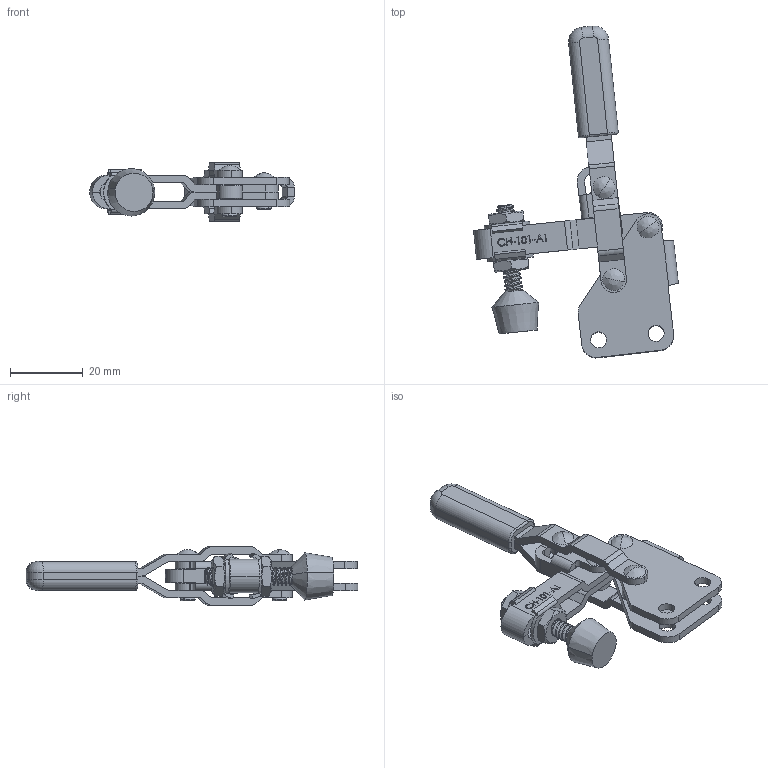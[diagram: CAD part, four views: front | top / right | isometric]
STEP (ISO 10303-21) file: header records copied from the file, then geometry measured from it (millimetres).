
FILE_DESCRIPTION (( 'STEP AP203' ), '1' );
FILE_NAME ('CH-101-AI.STEP', '2017-11-03T02:15:36', ( 'Windows' ), ( 'Microsoft' ), 'SwSTEP 2.0', 'SolidWorks 2015', '' );
FILE_SCHEMA (( 'CONFIG_CONTROL_DESIGN' ));
Length unit declared in the file: millimetre
Products named in the file (12): CH-FC-10138 Nut; CH-FC-10138 SPINDLE SUPPLIED; CH-101-A-03 STRAIGHT HANDLE; CH-101-AI STRAIGHT BASE; CH-101-AI-02 U-BAR; CH-101-04 CONNECTING-PIATE; CH-101-07; CH-101-AI; CH-101-08; CH-101-05; CH-101-06; CH-FW-100
Assembly tree (15 placements, depth 2):
  CH-101-AI
    CH-101-A-03 STRAIGHT HANDLE
    CH-101-AI-02 U-BAR
    CH-101-07  x2
    CH-101-08  x2
    CH-101-05
    CH-101-06
    CH-FW-100  x2
    CH-FC-10138 Nut  x2
    CH-FC-10138 SPINDLE SUPPLIED
    CH-101-AI STRAIGHT BASE
    CH-101-04 CONNECTING-PIATE
Bounding box: 56.28 x 91.19 x 16 mm (x, y, z)
Volume: 11185 mm3; surface area: 14132 mm2
Topology: 17 solids, 18 shells, 748 faces, 1985 edges, 1295 vertices
Faces by surface type: plane 309, cylinder 206, bspline 168, cone 33, torus 32
Entity records: 30724 total; most frequent: CARTESIAN_POINT 13443, ORIENTED_EDGE 3616, DIRECTION 2786, EDGE_CURVE 1808, VERTEX_POINT 1189, VECTOR 1010, LINE 1010, AXIS2_PLACEMENT_3D 888
